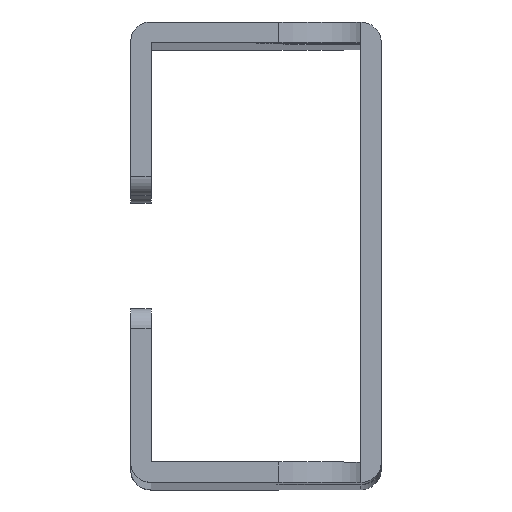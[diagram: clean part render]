
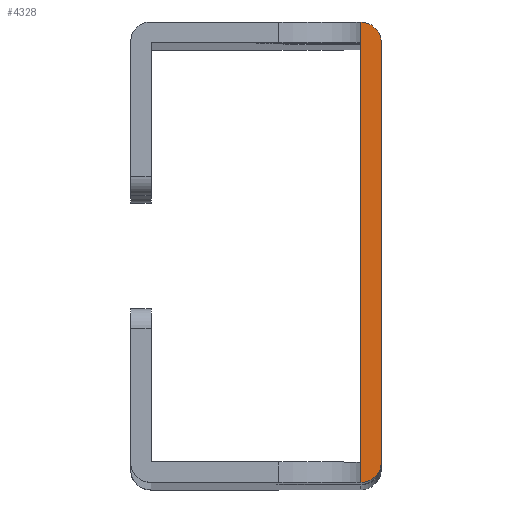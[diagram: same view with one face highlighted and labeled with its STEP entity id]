
A CAD part, top view. The second image highlights one B-rep face of the part: STEP entity #4328.
In plain terms, the highlighted planar face has unit normal (0, 0, 1).
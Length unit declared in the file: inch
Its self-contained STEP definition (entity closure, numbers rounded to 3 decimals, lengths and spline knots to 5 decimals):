
#139=DIRECTION('',(0.,-1.,0.));
#140=VECTOR('',#139,0.062);
#141=CARTESIAN_POINT('',(-0.062,0.702,6.327));
#142=LINE('',#141,#140);
#143=CARTESIAN_POINT('',(-0.062,0.64,6.327));
#144=DIRECTION('',(0.,0.,-1.));
#145=DIRECTION('',(0.,1.,0.));
#146=AXIS2_PLACEMENT_3D('',#143,#144,#145);
#148=CARTESIAN_POINT('',(-0.062,-0.64,6.327));
#149=DIRECTION('',(0.,0.,-1.));
#150=DIRECTION('',(1.,0.,0.));
#151=AXIS2_PLACEMENT_3D('',#148,#149,#150);
#153=DIRECTION('',(0.,-1.,0.));
#154=VECTOR('',#153,0.062);
#155=CARTESIAN_POINT('',(-0.062,-0.64,6.327));
#156=LINE('',#155,#154);
#173=DIRECTION('',(0.,-1.,0.));
#174=VECTOR('',#173,1.28);
#175=CARTESIAN_POINT('',(-0.062,0.64,6.327));
#176=LINE('',#175,#174);
#548=DIRECTION('',(0.,1.,0.));
#549=VECTOR('',#548,1.28);
#550=CARTESIAN_POINT('',(0.,-0.64,6.327));
#551=LINE('',#550,#549);
#3539=CARTESIAN_POINT('',(-0.062,0.64,6.327));
#3540=CARTESIAN_POINT('',(-0.062,-0.64,6.327));
#3541=VERTEX_POINT('',#3539);
#3542=VERTEX_POINT('',#3540);
#3543=CARTESIAN_POINT('',(0.,-0.64,6.327));
#3544=CARTESIAN_POINT('',(0.,0.64,6.327));
#3545=VERTEX_POINT('',#3543);
#3546=VERTEX_POINT('',#3544);
#3547=CARTESIAN_POINT('',(-0.062,-0.702,6.327));
#3548=VERTEX_POINT('',#3547);
#3549=CARTESIAN_POINT('',(-0.062,0.702,6.327));
#3550=VERTEX_POINT('',#3549);
#4310=CARTESIAN_POINT('',(0.,0.,6.327));
#4311=DIRECTION('',(0.,0.,1.));
#4312=DIRECTION('',(0.,-1.,0.));
#4313=AXIS2_PLACEMENT_3D('',#4310,#4311,#4312);
#4314=PLANE('',#4313);
#4316=ORIENTED_EDGE('',*,*,#4315,.F.);
#4317=ORIENTED_EDGE('',*,*,#4303,.F.);
#4319=ORIENTED_EDGE('',*,*,#4318,.T.);
#4321=ORIENTED_EDGE('',*,*,#4320,.F.);
#4323=ORIENTED_EDGE('',*,*,#4322,.T.);
#4325=ORIENTED_EDGE('',*,*,#4324,.F.);
#4326=EDGE_LOOP('',(#4316,#4317,#4319,#4321,#4323,#4325));
#4327=FACE_OUTER_BOUND('',#4326,.F.);
#4328=ADVANCED_FACE('',(#4327),#4314,.T.);
#147=CIRCLE('',#146,0.062);
#152=CIRCLE('',#151,0.062);
#4303=EDGE_CURVE('',#3550,#3541,#142,.T.);
#4315=EDGE_CURVE('',#3541,#3542,#176,.T.);
#4318=EDGE_CURVE('',#3550,#3546,#147,.T.);
#4320=EDGE_CURVE('',#3545,#3546,#551,.T.);
#4322=EDGE_CURVE('',#3545,#3548,#152,.T.);
#4324=EDGE_CURVE('',#3542,#3548,#156,.T.);
